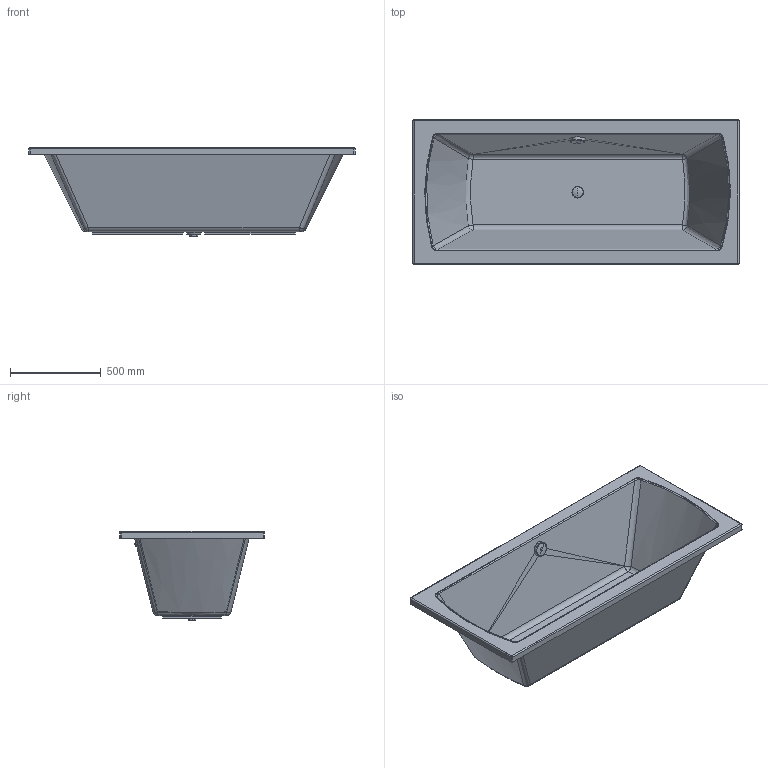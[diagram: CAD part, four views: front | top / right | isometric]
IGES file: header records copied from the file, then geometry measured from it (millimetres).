
Global section: file name: No Iges File Name specified; native system: AutoDesk Inventor R11.0; preprocessor: AutoDesk Inventor Iges Exporter R11.0; author: No Author specified; organization: No Organization specified; date: 20080823.113224; units: millimetre
Bounding box: 1800 x 800 x 492 mm (x, y, z)
Volume: 25339453 mm3; surface area: 5907423.7 mm2
Topology: 4 solids, 4 shells, 159 faces, 384 edges, 219 vertices
Faces by surface type: plane 46, bspline 41, cylinder 28, revolution 24, sphere 8, torus 8, cone 4
